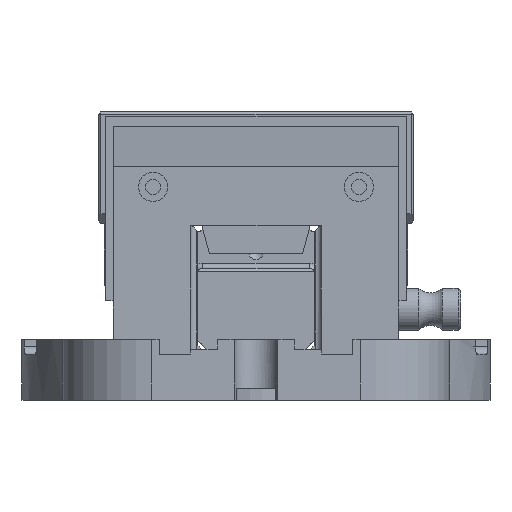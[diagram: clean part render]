
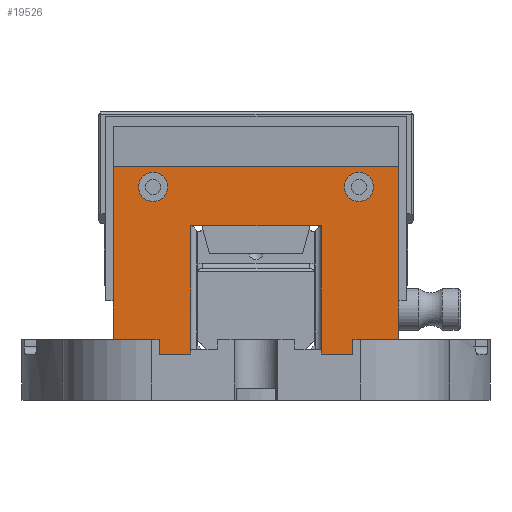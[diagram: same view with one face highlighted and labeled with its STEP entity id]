
A CAD part, left-side view. The second image highlights one B-rep face of the part: STEP entity #19526.
In plain terms, the highlighted planar face has unit normal (-1, 0, 0).
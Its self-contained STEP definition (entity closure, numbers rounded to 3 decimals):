
#322=PLANE('',#20817);
#849=FACE_BOUND('',#2587,.T.);
#850=FACE_BOUND('',#2588,.T.);
#1487=FACE_OUTER_BOUND('',#2586,.T.);
#2586=EDGE_LOOP('',(#13224,#13225,#13226,#13227,#13228,#13229,#13230,#13231,
#13232,#13233));
#2587=EDGE_LOOP('',(#13234));
#2588=EDGE_LOOP('',(#13235));
#3836=LINE('',#29391,#5382);
#3842=LINE('',#29404,#5388);
#3865=LINE('',#29456,#5411);
#3876=LINE('',#29481,#5422);
#3877=LINE('',#29483,#5423);
#3878=LINE('',#29485,#5424);
#3879=LINE('',#29487,#5425);
#3880=LINE('',#29488,#5426);
#3881=LINE('',#29490,#5427);
#3882=LINE('',#29491,#5428);
#5382=VECTOR('',#23399,10.);
#5388=VECTOR('',#23407,10.);
#5411=VECTOR('',#23452,10.);
#5422=VECTOR('',#23469,10.);
#5423=VECTOR('',#23470,10.);
#5424=VECTOR('',#23471,10.);
#5425=VECTOR('',#23472,10.);
#5426=VECTOR('',#23473,10.);
#5427=VECTOR('',#23474,10.);
#5428=VECTOR('',#23475,10.);
#6923=CIRCLE('',#20818,6.);
#6924=CIRCLE('',#20819,6.);
#8086=VERTEX_POINT('',#29389);
#8087=VERTEX_POINT('',#29390);
#8092=VERTEX_POINT('',#29402);
#8093=VERTEX_POINT('',#29403);
#8121=VERTEX_POINT('',#29479);
#8122=VERTEX_POINT('',#29480);
#8123=VERTEX_POINT('',#29482);
#8124=VERTEX_POINT('',#29484);
#8125=VERTEX_POINT('',#29486);
#8126=VERTEX_POINT('',#29489);
#8127=VERTEX_POINT('',#29492);
#8128=VERTEX_POINT('',#29494);
#10077=EDGE_CURVE('',#8086,#8087,#3836,.T.);
#10083=EDGE_CURVE('',#8092,#8093,#3842,.T.);
#10110=EDGE_CURVE('',#8086,#8092,#3865,.T.);
#10121=EDGE_CURVE('',#8121,#8122,#3876,.T.);
#10122=EDGE_CURVE('',#8122,#8123,#3877,.T.);
#10123=EDGE_CURVE('',#8124,#8123,#3878,.T.);
#10124=EDGE_CURVE('',#8124,#8125,#3879,.T.);
#10125=EDGE_CURVE('',#8125,#8087,#3880,.T.);
#10126=EDGE_CURVE('',#8093,#8126,#3881,.T.);
#10127=EDGE_CURVE('',#8121,#8126,#3882,.T.);
#10128=EDGE_CURVE('',#8127,#8127,#6923,.T.);
#10129=EDGE_CURVE('',#8128,#8128,#6924,.T.);
#13224=ORIENTED_EDGE('',*,*,#10121,.T.);
#13225=ORIENTED_EDGE('',*,*,#10122,.T.);
#13226=ORIENTED_EDGE('',*,*,#10123,.F.);
#13227=ORIENTED_EDGE('',*,*,#10124,.T.);
#13228=ORIENTED_EDGE('',*,*,#10125,.T.);
#13229=ORIENTED_EDGE('',*,*,#10077,.F.);
#13230=ORIENTED_EDGE('',*,*,#10110,.T.);
#13231=ORIENTED_EDGE('',*,*,#10083,.T.);
#13232=ORIENTED_EDGE('',*,*,#10126,.T.);
#13233=ORIENTED_EDGE('',*,*,#10127,.F.);
#13234=ORIENTED_EDGE('',*,*,#10128,.T.);
#13235=ORIENTED_EDGE('',*,*,#10129,.T.);
#19526=ADVANCED_FACE('',(#1487,#849,#850),#322,.F.);
#20817=AXIS2_PLACEMENT_3D('',#29478,#23467,#23468);
#20818=AXIS2_PLACEMENT_3D('',#29493,#23476,#23477);
#20819=AXIS2_PLACEMENT_3D('',#29495,#23478,#23479);
#23399=DIRECTION('',(0.,0.,-1.));
#23407=DIRECTION('',(0.,0.,-1.));
#23452=DIRECTION('',(0.,1.,0.));
#23467=DIRECTION('center_axis',(1.,0.,0.));
#23468=DIRECTION('ref_axis',(0.,0.,-1.));
#23469=DIRECTION('',(0.,0.,1.));
#23470=DIRECTION('',(0.,-1.,0.));
#23471=DIRECTION('',(0.,0.,1.));
#23472=DIRECTION('',(0.,0.,-1.));
#23473=DIRECTION('',(0.,-1.,0.));
#23474=DIRECTION('',(0.,-1.,0.));
#23475=DIRECTION('',(0.,0.,-1.));
#23476=DIRECTION('center_axis',(1.,0.,0.));
#23477=DIRECTION('ref_axis',(0.,0.,-1.));
#23478=DIRECTION('center_axis',(1.,0.,0.));
#23479=DIRECTION('ref_axis',(0.,0.,-1.));
#29389=CARTESIAN_POINT('',(-168.,-59.,96.387));
#29390=CARTESIAN_POINT('',(-168.,-59.,19.));
#29391=CARTESIAN_POINT('',(-168.,-59.,25.));
#29402=CARTESIAN_POINT('',(-168.,59.,96.387));
#29403=CARTESIAN_POINT('',(-168.,59.,19.));
#29404=CARTESIAN_POINT('',(-168.,59.,41.));
#29456=CARTESIAN_POINT('',(-168.,0.,96.387));
#29478=CARTESIAN_POINT('Origin',(-168.,0.,33.));
#29479=CARTESIAN_POINT('',(-168.,27.,21.));
#29480=CARTESIAN_POINT('',(-168.,27.,72.));
#29481=CARTESIAN_POINT('',(-168.,27.,52.5));
#29482=CARTESIAN_POINT('',(-168.,-27.,72.));
#29483=CARTESIAN_POINT('',(-168.,-13.5,72.));
#29484=CARTESIAN_POINT('',(-168.,-27.,21.));
#29485=CARTESIAN_POINT('',(-168.,-27.,23.));
#29486=CARTESIAN_POINT('',(-168.,-27.,19.));
#29487=CARTESIAN_POINT('',(-168.,-27.,25.));
#29488=CARTESIAN_POINT('',(-168.,-36.5,19.));
#29489=CARTESIAN_POINT('',(-168.,27.,19.));
#29490=CARTESIAN_POINT('',(-168.,13.5,19.));
#29491=CARTESIAN_POINT('',(-168.,27.,25.));
#29492=CARTESIAN_POINT('',(-168.,-42.5,94.));
#29493=CARTESIAN_POINT('Origin',(-168.,-42.5,88.));
#29494=CARTESIAN_POINT('',(-168.,42.5,94.));
#29495=CARTESIAN_POINT('Origin',(-168.,42.5,88.));
